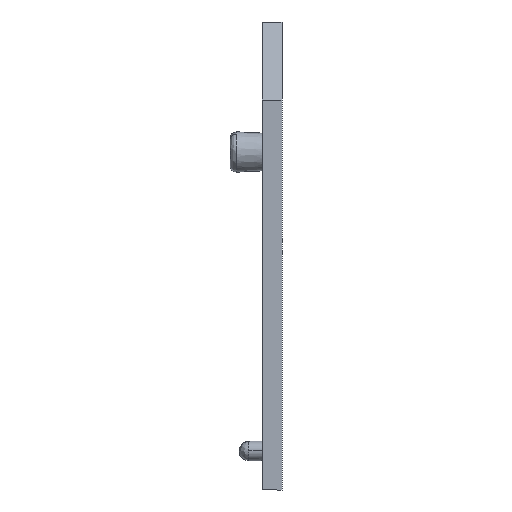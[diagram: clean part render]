
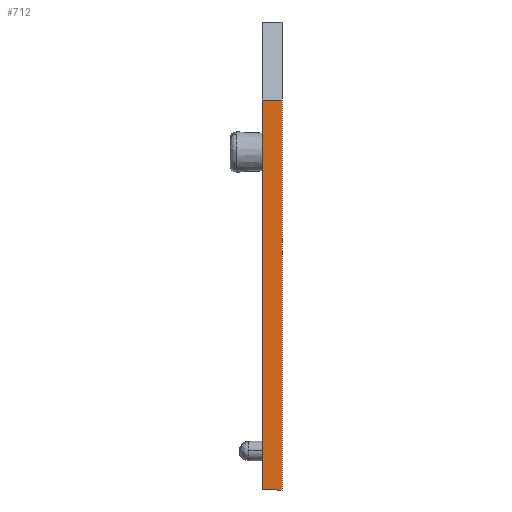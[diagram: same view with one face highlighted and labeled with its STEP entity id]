
A CAD part, front view. The second image highlights one B-rep face of the part: STEP entity #712.
In plain terms, the highlighted planar face has unit normal (0, -1, 0).
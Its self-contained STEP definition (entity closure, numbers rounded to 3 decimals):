
#692=AXIS2_PLACEMENT_3D('Plane Axis2P3D',#689,#690,#691) ;
#330=CARTESIAN_POINT('Vertex',(2.5,0.,0.)) ;
#333=CARTESIAN_POINT('Line Origine',(2.5,0.,15.)) ;
#337=CARTESIAN_POINT('Vertex',(2.5,0.,30.)) ;
#673=CARTESIAN_POINT('Vertex',(4.,0.,0.)) ;
#676=CARTESIAN_POINT('Line Origine',(3.25,0.,0.)) ;
#689=CARTESIAN_POINT('Axis2P3D Location',(2.5,0.,30.)) ;
#694=CARTESIAN_POINT('Line Origine',(4.,0.,15.)) ;
#698=CARTESIAN_POINT('Vertex',(4.,0.,30.)) ;
#701=CARTESIAN_POINT('Line Origine',(3.25,0.,30.)) ;
#334=DIRECTION('Vector Direction',(0.,0.,-1.)) ;
#677=DIRECTION('Vector Direction',(1.,0.,0.)) ;
#690=DIRECTION('Axis2P3D Direction',(0.,-1.,0.)) ;
#691=DIRECTION('Axis2P3D XDirection',(0.,0.,-1.)) ;
#695=DIRECTION('Vector Direction',(0.,0.,-1.)) ;
#702=DIRECTION('Vector Direction',(-1.,0.,0.)) ;
#335=VECTOR('Line Direction',#334,1.) ;
#678=VECTOR('Line Direction',#677,1.) ;
#696=VECTOR('Line Direction',#695,1.) ;
#703=VECTOR('Line Direction',#702,1.) ;
#707=ORIENTED_EDGE('',*,*,#680,.T.) ;
#708=ORIENTED_EDGE('',*,*,#700,.F.) ;
#709=ORIENTED_EDGE('',*,*,#705,.T.) ;
#710=ORIENTED_EDGE('',*,*,#339,.T.) ;
#712=ADVANCED_FACE('Koerper.2',(#711),#693,.T.) ;
#339=EDGE_CURVE('',#338,#331,#336,.T.) ;
#680=EDGE_CURVE('',#331,#674,#679,.T.) ;
#700=EDGE_CURVE('',#699,#674,#697,.T.) ;
#705=EDGE_CURVE('',#699,#338,#704,.T.) ;
#706=EDGE_LOOP('',(#707,#708,#709,#710)) ;
#711=FACE_OUTER_BOUND('',#706,.T.) ;
#336=LINE('Line',#333,#335) ;
#679=LINE('Line',#676,#678) ;
#697=LINE('Line',#694,#696) ;
#704=LINE('Line',#701,#703) ;
#693=PLANE('',#692) ;
#331=VERTEX_POINT('',#330) ;
#338=VERTEX_POINT('',#337) ;
#674=VERTEX_POINT('',#673) ;
#699=VERTEX_POINT('',#698) ;
